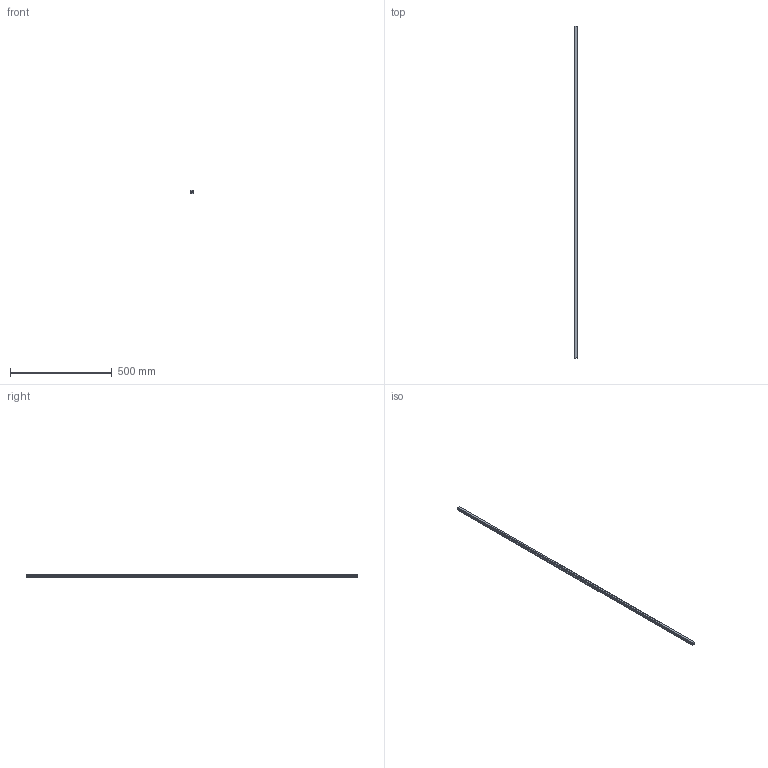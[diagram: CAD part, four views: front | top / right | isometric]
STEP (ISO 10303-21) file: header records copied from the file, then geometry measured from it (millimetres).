
FILE_DESCRIPTION(('STEP AP214'),'1');
FILE_NAME('cctmp_4E9F9D4E-0785-44F2-88F2-51F33DB878D1_2021_01_19_14_40_59_0244..stp','2021-01-19T13:40:59',('HIWIN GmbH'),('CADClick - www.CADClick.com'),'Spatial InterOp 3D',' ','unknown authorization');
FILE_SCHEMA(('AUTOMOTIVE_DESIGN'));
Length unit declared in the file: millimetre
Products named in the file (1): HGR15T1630C_FILE
Bounding box: 15 x 1630 x 15 mm (x, y, z)
Volume: 305992.5 mm3; surface area: 103544.9 mm2
Topology: 1 solids, 1 shells, 223 faces, 597 edges, 353 vertices
Faces by surface type: plane 89, cylinder 80, cone 54
Entity records: 8329 total; most frequent: DIRECTION 1151, CARTESIAN_POINT 1120, ORIENTED_EDGE 1086, EDGE_CURVE 543, AXIS2_PLACEMENT_3D 384, LINE 383, VECTOR 383, VERTEX_POINT 353
